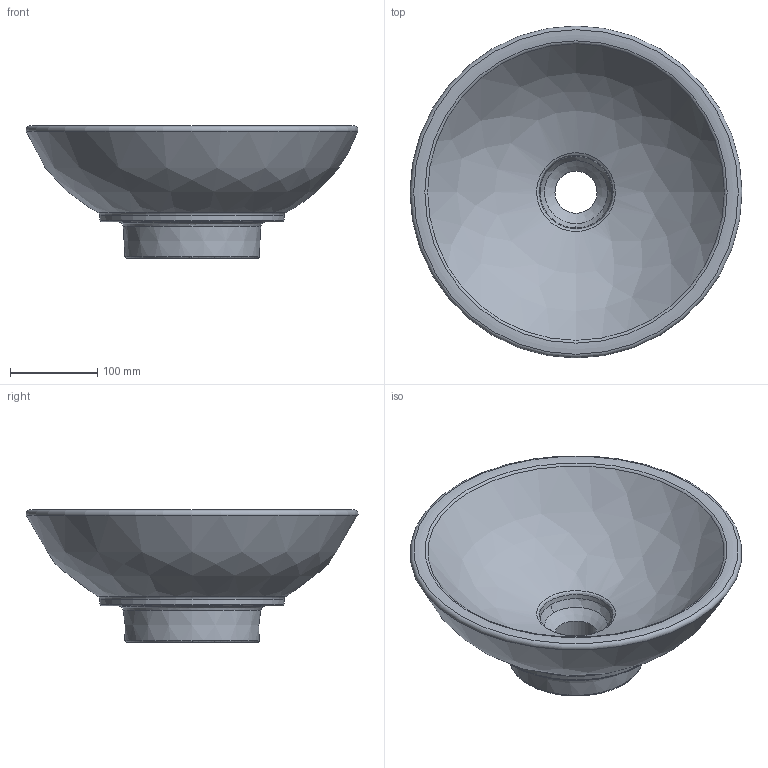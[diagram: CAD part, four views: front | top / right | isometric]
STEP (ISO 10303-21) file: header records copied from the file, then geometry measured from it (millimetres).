
FILE_DESCRIPTION(/* description */ (''),/* implementation_level */ '2;1');
FILE_NAME(/* name */ '514800_Loop_AWT_Rund.stp',/* time_stamp */ '2019-03-06T08:38:18+01:00',/* author */ (''),/* organization */ (''),/* preprocessor_version */ 'ST-DEVELOPER v16',/* originating_system */ 'SIEMENS PLM Software NX 10.0',/* authorisation */ '');
FILE_SCHEMA (('AUTOMOTIVE_DESIGN { 1 0 10303 214 3 1 1 1 }'));
Length unit declared in the file: millimetre
Products named in the file (1): rupp0420C2B2xg6t
Bounding box: 379.99 x 379.99 x 151.49 mm (x, y, z)
Volume: 4490112.1 mm3; surface area: 334049.9 mm2
Topology: 1 solids, 1 shells, 29 faces, 74 edges, 47 vertices
Faces by surface type: bspline 14, torus 7, cone 4, plane 2, revolution 1, cylinder 1
Full cylindrical faces by diameter (mm): 48.147 x1
Entity records: 3301 total; most frequent: CARTESIAN_POINT 2823, ORIENTED_EDGE 86, DIRECTION 65, EDGE_LOOP 48, EDGE_CURVE 43, FACE_BOUND 38, VERTEX_POINT 33, AXIS2_PLACEMENT_3D 32
